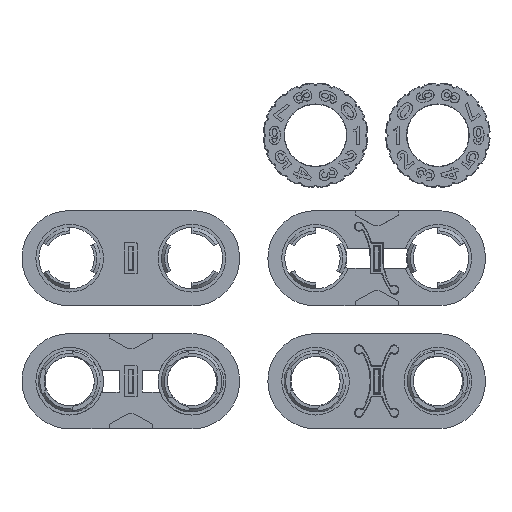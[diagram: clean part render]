
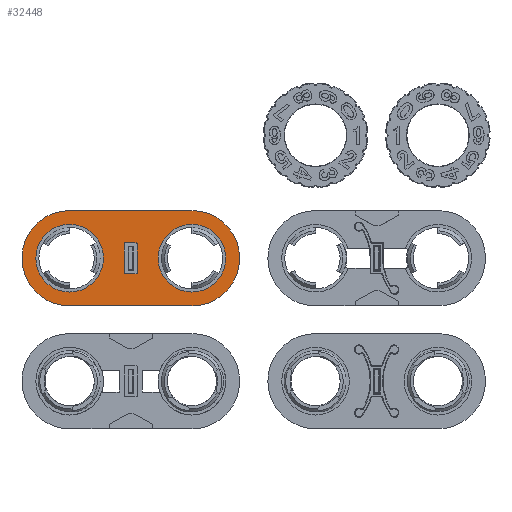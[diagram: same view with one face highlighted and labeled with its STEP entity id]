
A CAD part, top view. The second image highlights one B-rep face of the part: STEP entity #32448.
In plain terms, the highlighted planar face has unit normal (0, 0, 1).
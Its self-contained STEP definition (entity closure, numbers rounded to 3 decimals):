
#752=FACE_BOUND('',#6028,.T.);
#753=FACE_BOUND('',#6029,.T.);
#754=FACE_BOUND('',#6030,.T.);
#2292=PLANE('',#35100);
#4064=FACE_OUTER_BOUND('',#6027,.T.);
#6027=EDGE_LOOP('',(#29026,#29027,#29028,#29029));
#6028=EDGE_LOOP('',(#29030));
#6029=EDGE_LOOP('',(#29031));
#6030=EDGE_LOOP('',(#29032,#29033,#29034,#29035,#29036,#29037,#29038,#29039));
#8707=LINE('',#57299,#11543);
#8708=LINE('',#57303,#11544);
#8709=LINE('',#57311,#11545);
#8710=LINE('',#57315,#11546);
#8711=LINE('',#57319,#11547);
#8712=LINE('',#57323,#11548);
#11543=VECTOR('',#42624,10.);
#11544=VECTOR('',#42627,10.);
#11545=VECTOR('',#42634,10.);
#11546=VECTOR('',#42637,10.);
#11547=VECTOR('',#42640,10.);
#11548=VECTOR('',#42643,10.);
#13010=CIRCLE('',#35101,15.5);
#13011=CIRCLE('',#35102,15.5);
#13012=CIRCLE('',#35103,11.);
#13013=CIRCLE('',#35104,11.);
#13014=CIRCLE('',#35105,0.4);
#13015=CIRCLE('',#35106,0.4);
#13016=CIRCLE('',#35107,0.4);
#13017=CIRCLE('',#35108,0.4);
#15699=VERTEX_POINT('',#57297);
#15700=VERTEX_POINT('',#57298);
#15701=VERTEX_POINT('',#57300);
#15702=VERTEX_POINT('',#57302);
#15703=VERTEX_POINT('',#57305);
#15704=VERTEX_POINT('',#57307);
#15705=VERTEX_POINT('',#57309);
#15706=VERTEX_POINT('',#57310);
#15707=VERTEX_POINT('',#57312);
#15708=VERTEX_POINT('',#57314);
#15709=VERTEX_POINT('',#57316);
#15710=VERTEX_POINT('',#57318);
#15711=VERTEX_POINT('',#57320);
#15712=VERTEX_POINT('',#57322);
#20215=EDGE_CURVE('',#15699,#15700,#8707,.T.);
#20216=EDGE_CURVE('',#15699,#15701,#13010,.T.);
#20217=EDGE_CURVE('',#15701,#15702,#8708,.T.);
#20218=EDGE_CURVE('',#15702,#15700,#13011,.T.);
#20219=EDGE_CURVE('',#15703,#15703,#13012,.T.);
#20220=EDGE_CURVE('',#15704,#15704,#13013,.T.);
#20221=EDGE_CURVE('',#15705,#15706,#8709,.T.);
#20222=EDGE_CURVE('',#15706,#15707,#13014,.T.);
#20223=EDGE_CURVE('',#15707,#15708,#8710,.T.);
#20224=EDGE_CURVE('',#15708,#15709,#13015,.T.);
#20225=EDGE_CURVE('',#15709,#15710,#8711,.T.);
#20226=EDGE_CURVE('',#15710,#15711,#13016,.T.);
#20227=EDGE_CURVE('',#15711,#15712,#8712,.T.);
#20228=EDGE_CURVE('',#15712,#15705,#13017,.T.);
#29026=ORIENTED_EDGE('',*,*,#20215,.F.);
#29027=ORIENTED_EDGE('',*,*,#20216,.T.);
#29028=ORIENTED_EDGE('',*,*,#20217,.T.);
#29029=ORIENTED_EDGE('',*,*,#20218,.T.);
#29030=ORIENTED_EDGE('',*,*,#20219,.T.);
#29031=ORIENTED_EDGE('',*,*,#20220,.T.);
#29032=ORIENTED_EDGE('',*,*,#20221,.T.);
#29033=ORIENTED_EDGE('',*,*,#20222,.T.);
#29034=ORIENTED_EDGE('',*,*,#20223,.T.);
#29035=ORIENTED_EDGE('',*,*,#20224,.T.);
#29036=ORIENTED_EDGE('',*,*,#20225,.T.);
#29037=ORIENTED_EDGE('',*,*,#20226,.T.);
#29038=ORIENTED_EDGE('',*,*,#20227,.T.);
#29039=ORIENTED_EDGE('',*,*,#20228,.T.);
#32448=ADVANCED_FACE('',(#4064,#752,#753,#754),#2292,.T.);
#35100=AXIS2_PLACEMENT_3D('',#57296,#42622,#42623);
#35101=AXIS2_PLACEMENT_3D('',#57301,#42625,#42626);
#35102=AXIS2_PLACEMENT_3D('',#57304,#42628,#42629);
#35103=AXIS2_PLACEMENT_3D('',#57306,#42630,#42631);
#35104=AXIS2_PLACEMENT_3D('',#57308,#42632,#42633);
#35105=AXIS2_PLACEMENT_3D('',#57313,#42635,#42636);
#35106=AXIS2_PLACEMENT_3D('',#57317,#42638,#42639);
#35107=AXIS2_PLACEMENT_3D('',#57321,#42641,#42642);
#35108=AXIS2_PLACEMENT_3D('',#57324,#42644,#42645);
#42622=DIRECTION('center_axis',(0.,0.,1.));
#42623=DIRECTION('ref_axis',(1.,0.,0.));
#42624=DIRECTION('',(1.,0.,0.));
#42625=DIRECTION('center_axis',(0.,0.,1.));
#42626=DIRECTION('ref_axis',(1.,0.,0.));
#42627=DIRECTION('',(1.,0.,0.));
#42628=DIRECTION('center_axis',(0.,0.,1.));
#42629=DIRECTION('ref_axis',(1.,0.,0.));
#42630=DIRECTION('center_axis',(0.,0.,-1.));
#42631=DIRECTION('ref_axis',(1.,0.,0.));
#42632=DIRECTION('center_axis',(0.,0.,-1.));
#42633=DIRECTION('ref_axis',(1.,0.,0.));
#42634=DIRECTION('',(0.,1.,0.));
#42635=DIRECTION('center_axis',(0.,0.,-1.));
#42636=DIRECTION('ref_axis',(-0.707,0.707,0.));
#42637=DIRECTION('',(1.,0.,0.));
#42638=DIRECTION('center_axis',(0.,0.,-1.));
#42639=DIRECTION('ref_axis',(0.707,0.707,0.));
#42640=DIRECTION('',(0.,-1.,0.));
#42641=DIRECTION('center_axis',(0.,0.,-1.));
#42642=DIRECTION('ref_axis',(0.707,-0.707,0.));
#42643=DIRECTION('',(-1.,0.,0.));
#42644=DIRECTION('center_axis',(0.,0.,-1.));
#42645=DIRECTION('ref_axis',(-0.707,-0.707,0.));
#57296=CARTESIAN_POINT('Origin',(-80.,0.,0.));
#57297=CARTESIAN_POINT('',(-99.9,15.5,0.));
#57298=CARTESIAN_POINT('',(-60.1,15.5,0.));
#57299=CARTESIAN_POINT('',(-99.9,15.5,0.));
#57300=CARTESIAN_POINT('',(-99.9,-15.5,0.));
#57301=CARTESIAN_POINT('Origin',(-99.9,0.,0.));
#57302=CARTESIAN_POINT('',(-60.1,-15.5,0.));
#57303=CARTESIAN_POINT('',(-70.05,-15.5,0.));
#57304=CARTESIAN_POINT('Origin',(-60.1,0.,0.));
#57305=CARTESIAN_POINT('',(-110.9,0.,0.));
#57306=CARTESIAN_POINT('Origin',(-99.9,0.,0.));
#57307=CARTESIAN_POINT('',(-71.1,0.,0.));
#57308=CARTESIAN_POINT('Origin',(-60.1,0.,0.));
#57309=CARTESIAN_POINT('',(-82.1,-4.7,0.));
#57310=CARTESIAN_POINT('',(-82.1,4.7,0.));
#57311=CARTESIAN_POINT('',(-82.1,-1.604,0.));
#57312=CARTESIAN_POINT('',(-81.7,5.1,0.));
#57313=CARTESIAN_POINT('Origin',(-81.7,4.7,0.));
#57314=CARTESIAN_POINT('',(-78.3,5.1,0.));
#57315=CARTESIAN_POINT('',(-78.95,5.1,0.));
#57316=CARTESIAN_POINT('',(-77.9,4.7,0.));
#57317=CARTESIAN_POINT('Origin',(-78.3,4.7,0.));
#57318=CARTESIAN_POINT('',(-77.9,-4.7,0.));
#57319=CARTESIAN_POINT('',(-77.9,1.604,0.));
#57320=CARTESIAN_POINT('',(-78.3,-5.1,0.));
#57321=CARTESIAN_POINT('Origin',(-78.3,-4.7,0.));
#57322=CARTESIAN_POINT('',(-81.7,-5.1,0.));
#57323=CARTESIAN_POINT('',(-81.05,-5.1,0.));
#57324=CARTESIAN_POINT('Origin',(-81.7,-4.7,0.));
